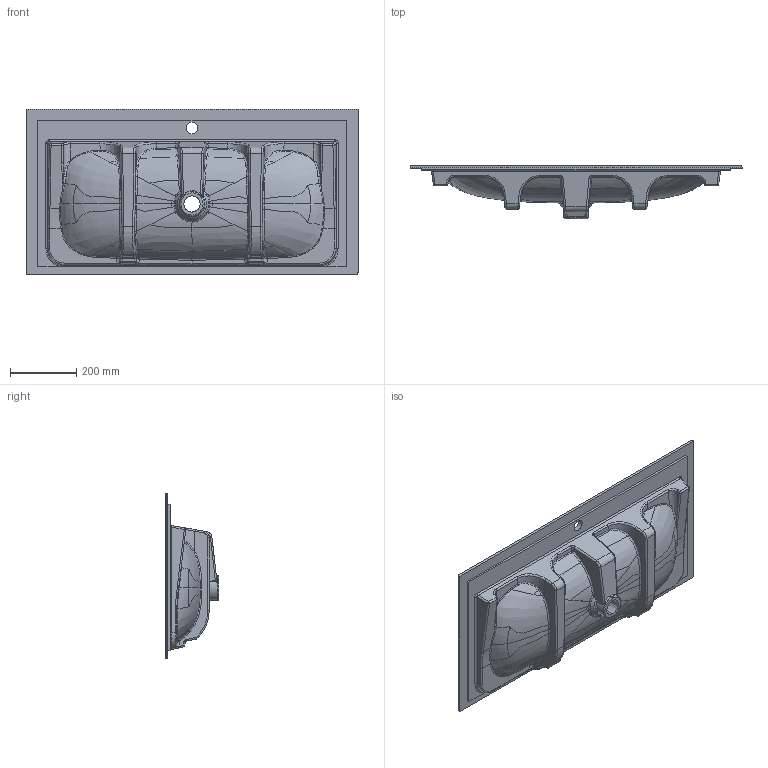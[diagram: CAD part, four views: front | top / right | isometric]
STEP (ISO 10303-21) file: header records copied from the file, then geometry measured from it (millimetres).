
FILE_DESCRIPTION(/* description */ (''),/* implementation_level */ '2;1');
FILE_NAME(/* name */ '4164A0_4164A1_4164A2_4164A3_4164AB.stp',/* time_stamp */ '2021-12-06T10:52:45+01:00',/* author */ (''),/* organization */ (''),/* preprocessor_version */ 'ST-DEVELOPER v18.1',/* originating_system */ 'SIEMENS PLM Software NX 1973',/* authorisation */ '');
FILE_SCHEMA (('AUTOMOTIVE_DESIGN { 1 0 10303 214 3 1 1 1 }'));
Products named in the file (1): Muel205C1D67ojmn
Bounding box: 999.79 x 161.5 x 499.9 mm (x, y, z)
Volume: 10871079.4 mm3; surface area: 1271239.4 mm2
Topology: 1 solids, 1 shells, 417 faces, 1026 edges, 590 vertices
Faces by surface type: bspline 310, cylinder 53, plane 35, sphere 16, extrusion 3
Full cylindrical faces by diameter (mm): 35 x1
Entity records: 69834 total; most frequent: CARTESIAN_POINT 62539, ORIENTED_EDGE 2002, EDGE_CURVE 1001, DIRECTION 745, B_SPLINE_CURVE_WITH_KNOTS 671, VERTEX_POINT 589, EDGE_LOOP 424, ADVANCED_FACE 417
